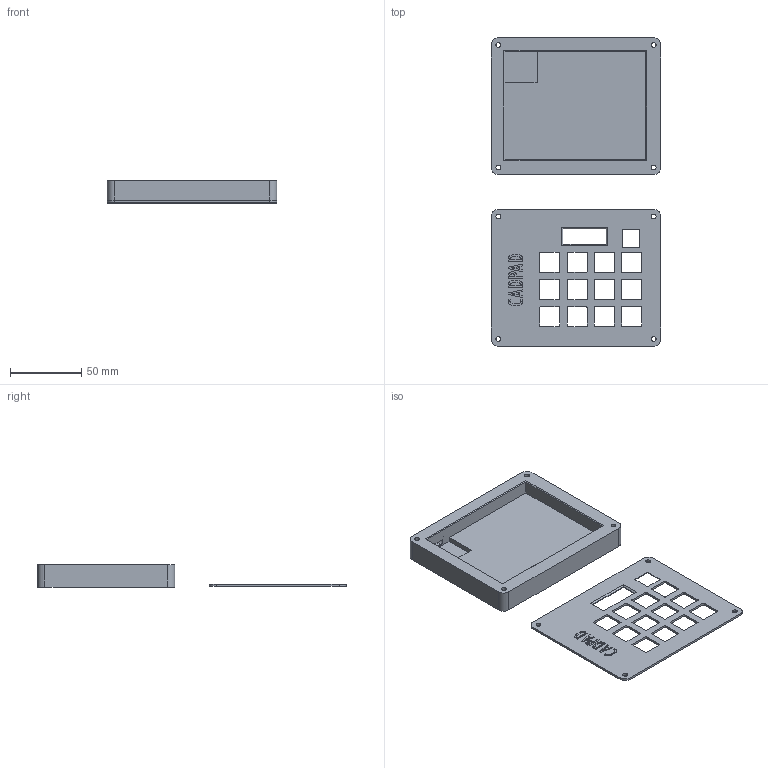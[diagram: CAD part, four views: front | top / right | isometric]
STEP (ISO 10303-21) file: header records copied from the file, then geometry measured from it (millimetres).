
FILE_DESCRIPTION(/* description */ ('KiCad electronic assembly'),/* implementation_level */ '2;1');
FILE_NAME(/* name */ 'Hackpad.step',/* time_stamp */ '2026-01-31T22:21:37+02:00',/* author */ (''),/* organization */ (''),/* preprocessor_version */ 'ST-DEVELOPER v20.1',/* originating_system */ 'Autodesk Translation Framework v14.24.0.0',/* authorisation */ '');
FILE_SCHEMA (('AUTOMOTIVE_DESIGN { 1 0 10303 214 3 1 1 }'));
Length unit declared in the file: millimetre
Products named in the file (1): 2026-01-31-00-52-05-113
Bounding box: 118.64 x 215.7 x 15.55 mm (x, y, z)
Volume: 109955.8 mm3; surface area: 52668.1 mm2
Topology: 2 solids, 2 shells, 273 faces, 741 edges, 490 vertices
Faces by surface type: plane 158, cylinder 72, bspline 43
Full cylindrical faces by diameter (mm): 3.4 x8, 6 x4
Entity records: 9042 total; most frequent: CARTESIAN_POINT 2204, ORIENTED_EDGE 1482, DIRECTION 1261, EDGE_CURVE 741, LINE 511, VECTOR 511, VERTEX_POINT 490, AXIS2_PLACEMENT_3D 375
